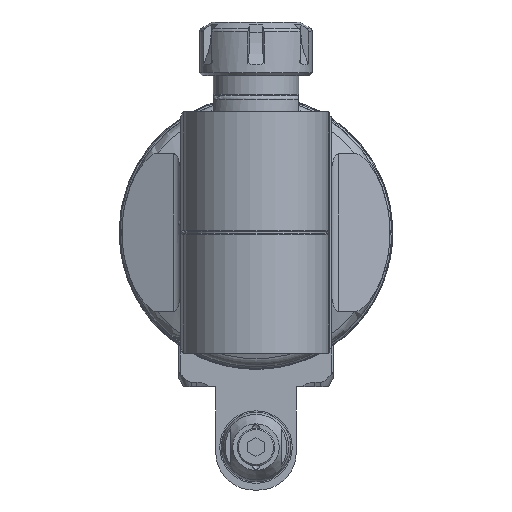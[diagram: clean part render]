
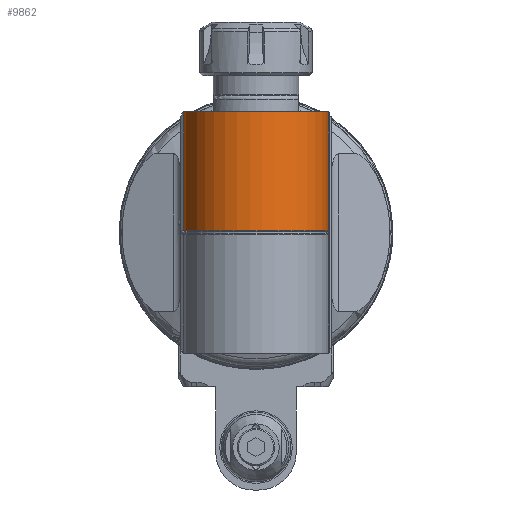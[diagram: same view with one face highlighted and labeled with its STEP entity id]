
A CAD part, front view. The second image highlights one B-rep face of the part: STEP entity #9862.
In plain terms, the highlighted cylindrical face has radius 27 mm (diameter 54 mm), a partial arc.
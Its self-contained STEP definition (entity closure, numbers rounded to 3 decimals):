
#593=CYLINDRICAL_SURFACE('',#10599,27.);
#800=CIRCLE('',#10597,27.);
#802=CIRCLE('',#10600,27.);
#1359=FACE_OUTER_BOUND('',#1979,.T.);
#1979=EDGE_LOOP('',(#6787,#6788,#6789,#6790));
#2667=LINE('',#15615,#3337);
#2668=LINE('',#15618,#3338);
#3337=VECTOR('',#11990,44.334);
#3338=VECTOR('',#11993,44.334);
#4087=VERTEX_POINT('',#15579);
#4088=VERTEX_POINT('',#15580);
#4096=VERTEX_POINT('',#15614);
#4097=VERTEX_POINT('',#15616);
#5128=EDGE_CURVE('',#4087,#4088,#800,.T.);
#5138=EDGE_CURVE('',#4087,#4096,#2667,.T.);
#5139=EDGE_CURVE('',#4097,#4096,#802,.T.);
#5140=EDGE_CURVE('',#4097,#4088,#2668,.T.);
#6787=ORIENTED_EDGE('',*,*,#5128,.F.);
#6788=ORIENTED_EDGE('',*,*,#5138,.T.);
#6789=ORIENTED_EDGE('',*,*,#5139,.F.);
#6790=ORIENTED_EDGE('',*,*,#5140,.T.);
#9862=ADVANCED_FACE('',(#1359),#593,.T.);
#10597=AXIS2_PLACEMENT_3D('',#15581,#11982,#11983);
#10599=AXIS2_PLACEMENT_3D('',#15613,#11988,#11989);
#10600=AXIS2_PLACEMENT_3D('',#15617,#11991,#11992);
#11982=DIRECTION('center_axis',(0.,-1.,0.));
#11983=DIRECTION('ref_axis',(0.087,0.,-0.996));
#11988=DIRECTION('center_axis',(0.,1.,0.));
#11989=DIRECTION('ref_axis',(1.,0.,0.));
#11990=DIRECTION('',(0.,1.,0.));
#11991=DIRECTION('center_axis',(0.,1.,0.));
#11992=DIRECTION('ref_axis',(1.,0.,0.));
#11993=DIRECTION('',(0.,-1.,0.));
#15579=CARTESIAN_POINT('',(92.353,-45.,-26.897));
#15580=CARTESIAN_POINT('',(92.353,-45.,26.897));
#15581=CARTESIAN_POINT('Origin',(90.,-45.,0.));
#15613=CARTESIAN_POINT('Origin',(90.,-54.,0.));
#15614=CARTESIAN_POINT('',(92.353,-0.666,-26.897));
#15615=CARTESIAN_POINT('',(92.353,-45.,-26.897));
#15616=CARTESIAN_POINT('',(92.353,-0.666,26.897));
#15617=CARTESIAN_POINT('Origin',(90.,-0.666,0.));
#15618=CARTESIAN_POINT('',(92.353,-0.666,26.897));
